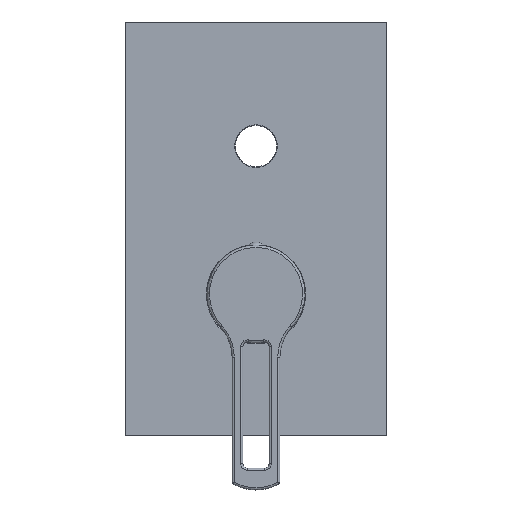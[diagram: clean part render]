
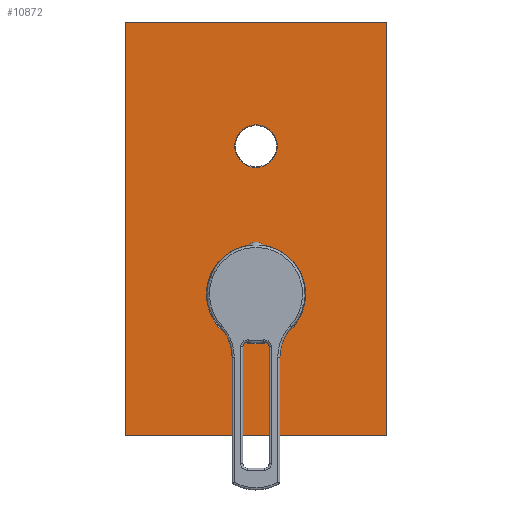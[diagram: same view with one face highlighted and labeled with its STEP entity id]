
A CAD part, top view. The second image highlights one B-rep face of the part: STEP entity #10872.
In plain terms, the highlighted planar face has unit normal (0, 0, 1).
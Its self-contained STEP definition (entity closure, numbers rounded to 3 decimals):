
#9818=DIRECTION('',(0.,1.,0.));
#9819=VECTOR('',#9818,190.);
#9820=CARTESIAN_POINT('',(60.,-65.,-2.));
#9821=LINE('',#9820,#9819);
#9822=DIRECTION('',(1.,0.,0.));
#9823=VECTOR('',#9822,120.);
#9824=CARTESIAN_POINT('',(-60.,-65.,-2.));
#9825=LINE('',#9824,#9823);
#9826=DIRECTION('',(0.,-1.,0.));
#9827=VECTOR('',#9826,190.);
#9828=CARTESIAN_POINT('',(-60.,125.,-2.));
#9829=LINE('',#9828,#9827);
#9830=DIRECTION('',(-1.,0.,0.));
#9831=VECTOR('',#9830,120.);
#9832=CARTESIAN_POINT('',(60.,125.,-2.));
#9833=LINE('',#9832,#9831);
#9834=CARTESIAN_POINT('',(0.,0.,-2.));
#9835=DIRECTION('',(0.,0.,-1.));
#9836=DIRECTION('',(-1.,0.,0.));
#9837=AXIS2_PLACEMENT_3D('',#9834,#9835,#9836);
#9839=CARTESIAN_POINT('',(0.,0.,-2.));
#9840=DIRECTION('',(0.,0.,-1.));
#9841=DIRECTION('',(1.,0.,0.));
#9842=AXIS2_PLACEMENT_3D('',#9839,#9840,#9841);
#9844=CARTESIAN_POINT('',(0.,68.,-2.));
#9845=DIRECTION('',(0.,0.,-1.));
#9846=DIRECTION('',(-1.,0.,0.));
#9847=AXIS2_PLACEMENT_3D('',#9844,#9845,#9846);
#9849=CARTESIAN_POINT('',(0.,68.,-2.));
#9850=DIRECTION('',(0.,0.,-1.));
#9851=DIRECTION('',(1.,0.,0.));
#9852=AXIS2_PLACEMENT_3D('',#9849,#9850,#9851);
#10178=CARTESIAN_POINT('',(-22.8,0.,-2.));
#10179=CARTESIAN_POINT('',(22.8,0.,-2.));
#10180=VERTEX_POINT('',#10178);
#10181=VERTEX_POINT('',#10179);
#10182=CARTESIAN_POINT('',(-9.75,68.,-2.));
#10183=CARTESIAN_POINT('',(9.75,68.,-2.));
#10184=VERTEX_POINT('',#10182);
#10185=VERTEX_POINT('',#10183);
#10186=CARTESIAN_POINT('',(60.,-65.,-2.));
#10187=CARTESIAN_POINT('',(60.,125.,-2.));
#10188=VERTEX_POINT('',#10186);
#10189=VERTEX_POINT('',#10187);
#10190=CARTESIAN_POINT('',(-60.,125.,-2.));
#10191=VERTEX_POINT('',#10190);
#10192=CARTESIAN_POINT('',(-60.,-65.,-2.));
#10193=VERTEX_POINT('',#10192);
#10849=CARTESIAN_POINT('',(0.,30.,-2.));
#10850=DIRECTION('',(0.,0.,1.));
#10851=DIRECTION('',(-1.,0.,0.));
#10852=AXIS2_PLACEMENT_3D('',#10849,#10850,#10851);
#10853=PLANE('',#10852);
#10854=ORIENTED_EDGE('',*,*,#10669,.F.);
#10855=ORIENTED_EDGE('',*,*,#10777,.F.);
#10856=ORIENTED_EDGE('',*,*,#10512,.F.);
#10857=ORIENTED_EDGE('',*,*,#10560,.F.);
#10858=EDGE_LOOP('',(#10854,#10855,#10856,#10857));
#10859=FACE_OUTER_BOUND('',#10858,.F.);
#10861=ORIENTED_EDGE('',*,*,#10860,.F.);
#10863=ORIENTED_EDGE('',*,*,#10862,.F.);
#10864=EDGE_LOOP('',(#10861,#10863));
#10865=FACE_BOUND('',#10864,.F.);
#10867=ORIENTED_EDGE('',*,*,#10866,.F.);
#10869=ORIENTED_EDGE('',*,*,#10868,.F.);
#10870=EDGE_LOOP('',(#10867,#10869));
#10871=FACE_BOUND('',#10870,.F.);
#10872=ADVANCED_FACE('',(#10859,#10865,#10871),#10853,.T.);
#9838=CIRCLE('',#9837,22.8);
#9843=CIRCLE('',#9842,22.8);
#9848=CIRCLE('',#9847,9.75);
#9853=CIRCLE('',#9852,9.75);
#10512=EDGE_CURVE('',#10191,#10193,#9829,.T.);
#10560=EDGE_CURVE('',#10189,#10191,#9833,.T.);
#10669=EDGE_CURVE('',#10188,#10189,#9821,.T.);
#10777=EDGE_CURVE('',#10193,#10188,#9825,.T.);
#10860=EDGE_CURVE('',#10180,#10181,#9838,.T.);
#10862=EDGE_CURVE('',#10181,#10180,#9843,.T.);
#10866=EDGE_CURVE('',#10184,#10185,#9848,.T.);
#10868=EDGE_CURVE('',#10185,#10184,#9853,.T.);
